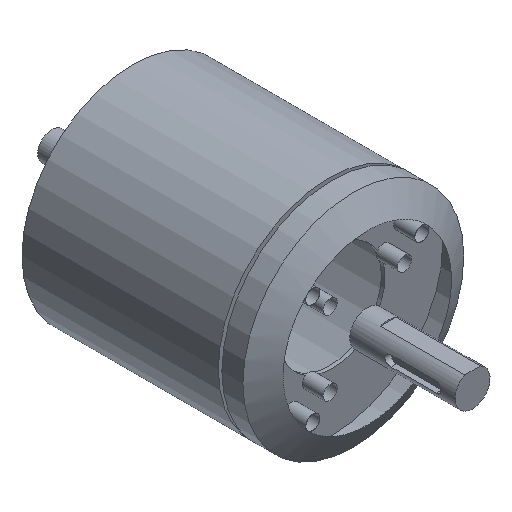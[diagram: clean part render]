
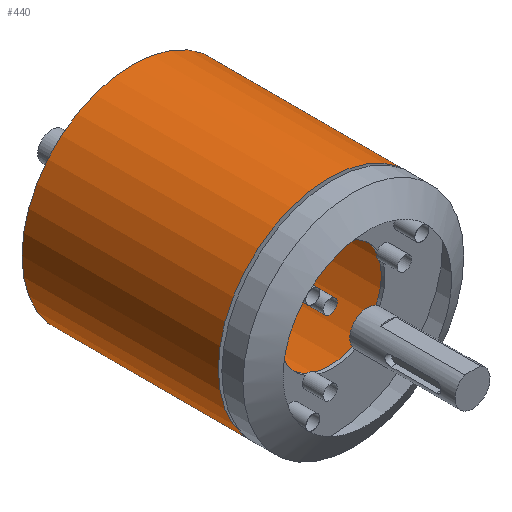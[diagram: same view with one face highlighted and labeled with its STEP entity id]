
A CAD part, isometric view. The second image highlights one B-rep face of the part: STEP entity #440.
In plain terms, the highlighted cylindrical face has radius 31.5 mm (diameter 63 mm), a full revolution.
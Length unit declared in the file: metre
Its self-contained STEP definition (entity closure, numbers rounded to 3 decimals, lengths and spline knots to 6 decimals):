
#19=CYLINDRICAL_SURFACE('',#514,0.0315);
#54=CIRCLE('',#513,0.0315);
#55=CIRCLE('',#515,0.0315);
#107=ORIENTED_EDGE('',*,*,#200,.T.);
#108=ORIENTED_EDGE('',*,*,#199,.F.);
#199=EDGE_CURVE('',#244,#244,#54,.T.);
#200=EDGE_CURVE('',#245,#245,#55,.T.);
#244=VERTEX_POINT('',#798);
#245=VERTEX_POINT('',#801);
#304=EDGE_LOOP('',(#107));
#305=EDGE_LOOP('',(#108));
#368=FACE_BOUND('',#304,.T.);
#369=FACE_BOUND('',#305,.T.);
#440=ADVANCED_FACE('',(#368,#369),#19,.T.);
#513=AXIS2_PLACEMENT_3D('',#797,#628,#629);
#514=AXIS2_PLACEMENT_3D('',#799,#630,#631);
#515=AXIS2_PLACEMENT_3D('',#800,#632,#633);
#628=DIRECTION('',(0.,1.,0.));
#629=DIRECTION('',(0.,0.,1.));
#630=DIRECTION('',(0.,-1.,0.));
#631=DIRECTION('',(0.,0.,1.));
#632=DIRECTION('',(0.,1.,0.));
#633=DIRECTION('',(0.,0.,1.));
#797=CARTESIAN_POINT('',(0.,0.067,0.));
#798=CARTESIAN_POINT('',(0.,0.067,0.0315));
#799=CARTESIAN_POINT('',(0.,0.022,0.));
#800=CARTESIAN_POINT('',(0.,0.011,0.));
#801=CARTESIAN_POINT('',(0.,0.011,0.0315));
